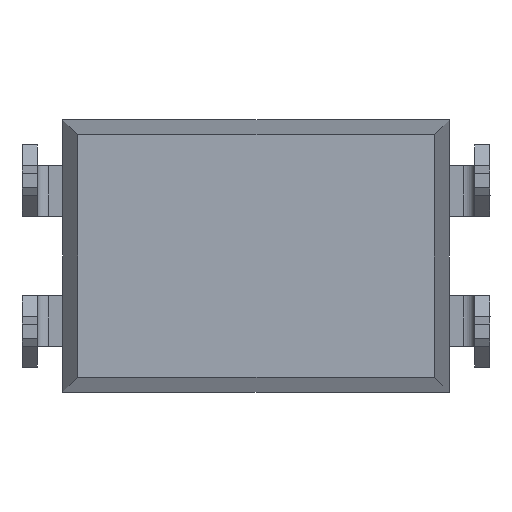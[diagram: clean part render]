
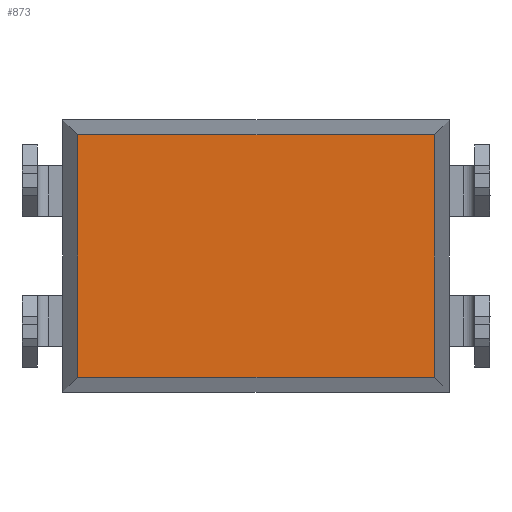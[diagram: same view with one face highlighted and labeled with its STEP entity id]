
A CAD part, front view. The second image highlights one B-rep face of the part: STEP entity #873.
In plain terms, the highlighted planar face has unit normal (0, -1, 0).
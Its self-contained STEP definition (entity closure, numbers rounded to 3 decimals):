
#254 = EDGE_CURVE ( 'NONE', #457, #334, #752, .T. ) ;
#334 = VERTEX_POINT ( 'NONE', #1675 ) ;
#353 = LINE ( 'NONE', #2025, #1724 ) ;
#414 = ORIENTED_EDGE ( 'NONE', *, *, #883, .T. ) ;
#457 = VERTEX_POINT ( 'NONE', #1252 ) ;
#492 = AXIS2_PLACEMENT_3D ( 'NONE', #2305, #876, #2110 ) ;
#517 = CARTESIAN_POINT ( 'NONE',  ( 3.004, 0.8, -2.044 ) ) ;
#621 = LINE ( 'NONE', #891, #1310 ) ;
#645 = PLANE ( 'NONE',  #492 ) ;
#685 = EDGE_CURVE ( 'NONE', #334, #1087, #2434, .T. ) ;
#752 = LINE ( 'NONE', #1806, #1358 ) ;
#873 = ADVANCED_FACE ( 'NONE', ( #2124 ), #645, .T. ) ;
#876 = DIRECTION ( 'NONE',  ( 0., -1., 0. ) ) ;
#883 = EDGE_CURVE ( 'NONE', #1087, #1742, #621, .T. ) ;
#891 = CARTESIAN_POINT ( 'NONE',  ( 3.004, 0.8, -2.29 ) ) ;
#923 = VECTOR ( 'NONE', #2218, 1000. ) ;
#995 = DIRECTION ( 'NONE',  ( 0., 0., -1. ) ) ;
#1087 = VERTEX_POINT ( 'NONE', #517 ) ;
#1160 = ORIENTED_EDGE ( 'NONE', *, *, #685, .T. ) ;
#1173 = EDGE_LOOP ( 'NONE', ( #414, #1352, #1846, #1160 ) ) ;
#1252 = CARTESIAN_POINT ( 'NONE',  ( -3.004, 0.8, 2.044 ) ) ;
#1310 = VECTOR ( 'NONE', #2132, 1000. ) ;
#1352 = ORIENTED_EDGE ( 'NONE', *, *, #2062, .T. ) ;
#1358 = VECTOR ( 'NONE', #995, 1000. ) ;
#1675 = CARTESIAN_POINT ( 'NONE',  ( -3.004, 0.8, -2.044 ) ) ;
#1724 = VECTOR ( 'NONE', #1833, 1000. ) ;
#1742 = VERTEX_POINT ( 'NONE', #2446 ) ;
#1806 = CARTESIAN_POINT ( 'NONE',  ( -3.004, 0.8, 2.29 ) ) ;
#1833 = DIRECTION ( 'NONE',  ( -1., 0., 0. ) ) ;
#1846 = ORIENTED_EDGE ( 'NONE', *, *, #254, .T. ) ;
#2025 = CARTESIAN_POINT ( 'NONE',  ( 3.25, 0.8, 2.044 ) ) ;
#2062 = EDGE_CURVE ( 'NONE', #1742, #457, #353, .T. ) ;
#2110 = DIRECTION ( 'NONE',  ( 1., 0., 0. ) ) ;
#2124 = FACE_OUTER_BOUND ( 'NONE', #1173, .T. ) ;
#2132 = DIRECTION ( 'NONE',  ( 0., 0., 1. ) ) ;
#2194 = CARTESIAN_POINT ( 'NONE',  ( -3.25, 0.8, -2.044 ) ) ;
#2218 = DIRECTION ( 'NONE',  ( 1., 0., 0. ) ) ;
#2305 = CARTESIAN_POINT ( 'NONE',  ( 0., 0.8, 0. ) ) ;
#2434 = LINE ( 'NONE', #2194, #923 ) ;
#2446 = CARTESIAN_POINT ( 'NONE',  ( 3.004, 0.8, 2.044 ) ) ;
